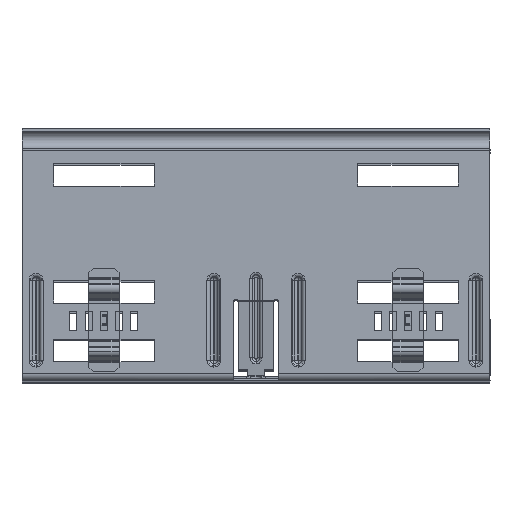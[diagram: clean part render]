
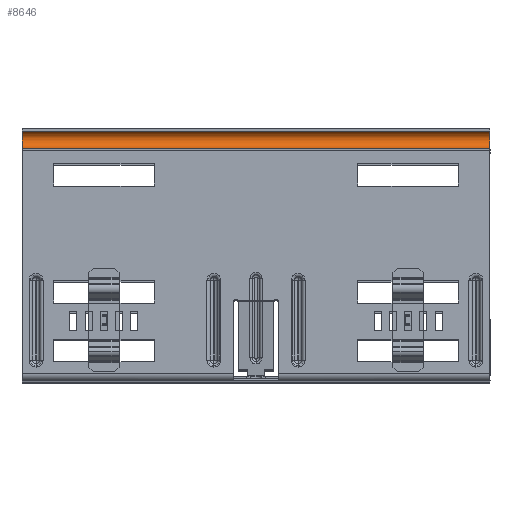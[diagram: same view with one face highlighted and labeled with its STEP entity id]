
A CAD part, top view. The second image highlights one B-rep face of the part: STEP entity #8646.
In plain terms, the highlighted cylindrical face has radius 3.7 mm (diameter 7.4 mm), a partial arc.
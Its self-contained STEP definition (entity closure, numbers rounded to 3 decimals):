
#1613 = DIRECTION ( 'NONE',  ( 0., 0., -1. ) ) ;
#1777 = CARTESIAN_POINT ( 'NONE',  ( 4.75, 106.571, 100. ) ) ;
#1878 = VECTOR ( 'NONE', #15282, 1000. ) ;
#1995 = CARTESIAN_POINT ( 'NONE',  ( 4.75, 106.571, -100. ) ) ;
#2150 = FACE_OUTER_BOUND ( 'NONE', #5113, .T. ) ;
#2426 = VERTEX_POINT ( 'NONE', #1995 ) ;
#2462 = CIRCLE ( 'NONE', #11709, 3.7 ) ;
#2992 = CARTESIAN_POINT ( 'NONE',  ( 4.75, 99.171, 100. ) ) ;
#3516 = DIRECTION ( 'NONE',  ( 0., 0., 1. ) ) ;
#3659 = EDGE_CURVE ( 'NONE', #2426, #7180, #4317, .T. ) ;
#4317 = CIRCLE ( 'NONE', #15098, 3.7 ) ;
#4842 = EDGE_CURVE ( 'NONE', #12704, #2426, #9151, .T. ) ;
#4867 = CARTESIAN_POINT ( 'NONE',  ( 4.75, 106.571, 100. ) ) ;
#5113 = EDGE_LOOP ( 'NONE', ( #6249, #5659, #5755, #15943 ) ) ;
#5149 = CYLINDRICAL_SURFACE ( 'NONE', #12295, 3.7 ) ;
#5659 = ORIENTED_EDGE ( 'NONE', *, *, #14142, .F. ) ;
#5755 = ORIENTED_EDGE ( 'NONE', *, *, #15451, .T. ) ;
#6249 = ORIENTED_EDGE ( 'NONE', *, *, #3659, .T. ) ;
#6522 = DIRECTION ( 'NONE',  ( 0., 0., -1. ) ) ;
#6708 = CARTESIAN_POINT ( 'NONE',  ( 4.75, 99.171, -100. ) ) ;
#7180 = VERTEX_POINT ( 'NONE', #6708 ) ;
#8097 = DIRECTION ( 'NONE',  ( 0., 1., 0. ) ) ;
#8646 = ADVANCED_FACE ( 'NONE', ( #2150 ), #5149, .F. ) ;
#8966 = VECTOR ( 'NONE', #13373, 1000. ) ;
#9151 = LINE ( 'NONE', #4867, #1878 ) ;
#11284 = CARTESIAN_POINT ( 'NONE',  ( 4.75, 102.871, 100. ) ) ;
#11693 = CARTESIAN_POINT ( 'NONE',  ( 4.75, 99.171, 100. ) ) ;
#11709 = AXIS2_PLACEMENT_3D ( 'NONE', #11284, #3516, #12583 ) ;
#12146 = VERTEX_POINT ( 'NONE', #11693 ) ;
#12295 = AXIS2_PLACEMENT_3D ( 'NONE', #15936, #1613, #8097 ) ;
#12583 = DIRECTION ( 'NONE',  ( 0., -1., 0. ) ) ;
#12704 = VERTEX_POINT ( 'NONE', #1777 ) ;
#13373 = DIRECTION ( 'NONE',  ( 0., 0., -1. ) ) ;
#14142 = EDGE_CURVE ( 'NONE', #12146, #7180, #15931, .T. ) ;
#14309 = CARTESIAN_POINT ( 'NONE',  ( 4.75, 102.871, -100. ) ) ;
#15098 = AXIS2_PLACEMENT_3D ( 'NONE', #14309, #6522, #15633 ) ;
#15282 = DIRECTION ( 'NONE',  ( 0., 0., -1. ) ) ;
#15451 = EDGE_CURVE ( 'NONE', #12146, #12704, #2462, .T. ) ;
#15633 = DIRECTION ( 'NONE',  ( 0., 1., 0. ) ) ;
#15931 = LINE ( 'NONE', #2992, #8966 ) ;
#15936 = CARTESIAN_POINT ( 'NONE',  ( 4.75, 102.871, 200.417 ) ) ;
#15943 = ORIENTED_EDGE ( 'NONE', *, *, #4842, .T. ) ;
